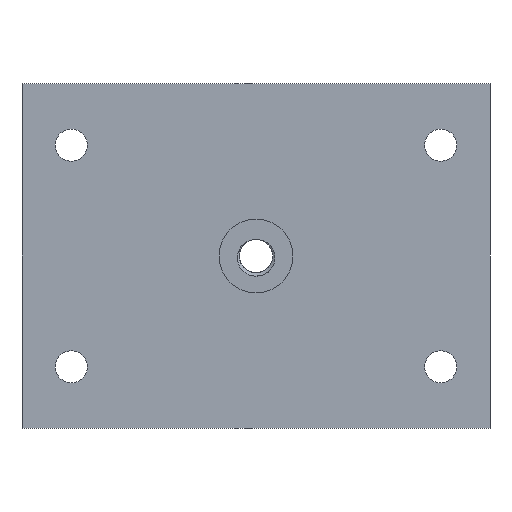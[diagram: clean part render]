
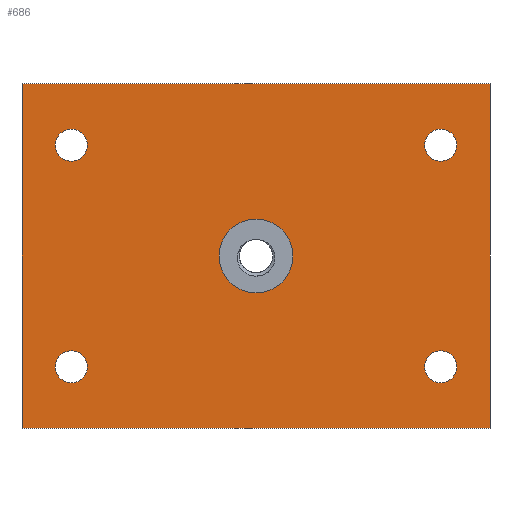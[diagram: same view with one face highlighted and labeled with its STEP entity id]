
A CAD part, front view. The second image highlights one B-rep face of the part: STEP entity #686.
In plain terms, the highlighted planar face has unit normal (0, -1, 0).
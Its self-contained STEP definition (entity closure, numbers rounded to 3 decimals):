
#27=FACE_BOUND('',#171,.T.);
#28=FACE_BOUND('',#172,.T.);
#29=FACE_BOUND('',#173,.T.);
#30=FACE_BOUND('',#174,.T.);
#31=FACE_BOUND('',#175,.T.);
#44=PLANE('',#769);
#52=CIRCLE('',#722,7.5);
#73=CIRCLE('',#757,3.25);
#74=CIRCLE('',#759,3.25);
#75=CIRCLE('',#761,3.25);
#76=CIRCLE('',#763,3.25);
#117=FACE_OUTER_BOUND('',#170,.T.);
#170=EDGE_LOOP('',(#611,#612,#613,#614));
#171=EDGE_LOOP('',(#615));
#172=EDGE_LOOP('',(#616));
#173=EDGE_LOOP('',(#617));
#174=EDGE_LOOP('',(#618));
#175=EDGE_LOOP('',(#619));
#232=LINE('',#2137,#268);
#235=LINE('',#2142,#271);
#237=LINE('',#2146,#273);
#239=LINE('',#2149,#275);
#268=VECTOR('',#928,10.);
#271=VECTOR('',#933,10.);
#273=VECTOR('',#937,10.);
#275=VECTOR('',#941,10.);
#305=VERTEX_POINT('',#2048);
#330=VERTEX_POINT('',#2119);
#331=VERTEX_POINT('',#2123);
#332=VERTEX_POINT('',#2127);
#333=VERTEX_POINT('',#2131);
#334=VERTEX_POINT('',#2135);
#335=VERTEX_POINT('',#2136);
#336=VERTEX_POINT('',#2141);
#337=VERTEX_POINT('',#2145);
#384=EDGE_CURVE('',#305,#305,#52,.T.);
#417=EDGE_CURVE('',#330,#330,#73,.T.);
#419=EDGE_CURVE('',#331,#331,#74,.T.);
#421=EDGE_CURVE('',#332,#332,#75,.T.);
#423=EDGE_CURVE('',#333,#333,#76,.T.);
#424=EDGE_CURVE('',#334,#335,#232,.T.);
#427=EDGE_CURVE('',#336,#334,#235,.T.);
#429=EDGE_CURVE('',#337,#336,#237,.T.);
#431=EDGE_CURVE('',#335,#337,#239,.T.);
#611=ORIENTED_EDGE('',*,*,#431,.F.);
#612=ORIENTED_EDGE('',*,*,#424,.F.);
#613=ORIENTED_EDGE('',*,*,#427,.F.);
#614=ORIENTED_EDGE('',*,*,#429,.F.);
#615=ORIENTED_EDGE('',*,*,#384,.T.);
#616=ORIENTED_EDGE('',*,*,#423,.F.);
#617=ORIENTED_EDGE('',*,*,#421,.F.);
#618=ORIENTED_EDGE('',*,*,#419,.F.);
#619=ORIENTED_EDGE('',*,*,#417,.F.);
#686=ADVANCED_FACE('',(#117,#27,#28,#29,#30,#31),#44,.F.);
#722=AXIS2_PLACEMENT_3D('',#2049,#827,#828);
#757=AXIS2_PLACEMENT_3D('',#2121,#909,#910);
#759=AXIS2_PLACEMENT_3D('',#2125,#914,#915);
#761=AXIS2_PLACEMENT_3D('',#2129,#919,#920);
#763=AXIS2_PLACEMENT_3D('',#2133,#924,#925);
#769=AXIS2_PLACEMENT_3D('',#2151,#944,#945);
#827=DIRECTION('center_axis',(0.,1.,0.));
#828=DIRECTION('ref_axis',(1.,0.,0.));
#909=DIRECTION('center_axis',(0.,-1.,0.));
#910=DIRECTION('ref_axis',(1.,0.,0.));
#914=DIRECTION('center_axis',(0.,-1.,0.));
#915=DIRECTION('ref_axis',(1.,0.,0.));
#919=DIRECTION('center_axis',(0.,-1.,0.));
#920=DIRECTION('ref_axis',(1.,0.,0.));
#924=DIRECTION('center_axis',(0.,-1.,0.));
#925=DIRECTION('ref_axis',(1.,0.,0.));
#928=DIRECTION('',(-1.,0.,0.));
#933=DIRECTION('',(0.,0.,-1.));
#937=DIRECTION('',(1.,0.,0.));
#941=DIRECTION('',(0.,0.,1.));
#944=DIRECTION('center_axis',(0.,1.,0.));
#945=DIRECTION('ref_axis',(1.,0.,0.));
#2048=CARTESIAN_POINT('',(40.,0.,-35.));
#2049=CARTESIAN_POINT('Origin',(47.5,0.,-35.));
#2119=CARTESIAN_POINT('',(6.75,0.,-57.5));
#2121=CARTESIAN_POINT('Origin',(10.,0.,-57.5));
#2123=CARTESIAN_POINT('',(6.75,0.,-12.5));
#2125=CARTESIAN_POINT('Origin',(10.,0.,-12.5));
#2127=CARTESIAN_POINT('',(81.75,0.,-12.5));
#2129=CARTESIAN_POINT('Origin',(85.,0.,-12.5));
#2131=CARTESIAN_POINT('',(81.75,0.,-57.5));
#2133=CARTESIAN_POINT('Origin',(85.,0.,-57.5));
#2135=CARTESIAN_POINT('',(95.,0.,-70.));
#2136=CARTESIAN_POINT('',(0.,0.,-70.));
#2137=CARTESIAN_POINT('',(95.,0.,-70.));
#2141=CARTESIAN_POINT('',(95.,0.,0.));
#2142=CARTESIAN_POINT('',(95.,0.,0.));
#2145=CARTESIAN_POINT('',(0.,0.,0.));
#2146=CARTESIAN_POINT('',(0.,0.,0.));
#2149=CARTESIAN_POINT('',(0.,0.,-70.));
#2151=CARTESIAN_POINT('Origin',(47.5,0.,-35.));
